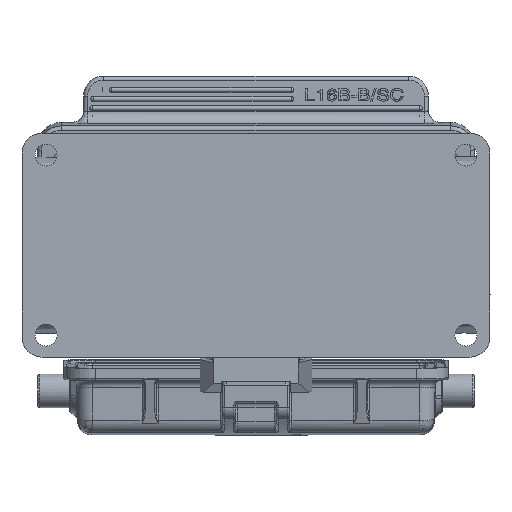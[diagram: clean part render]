
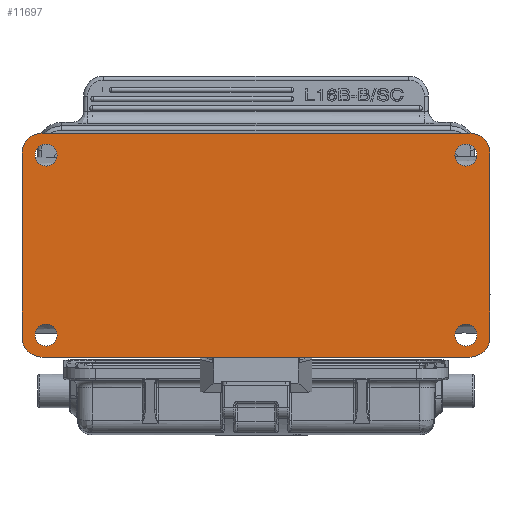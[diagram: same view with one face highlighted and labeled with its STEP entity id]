
A CAD part, front view. The second image highlights one B-rep face of the part: STEP entity #11697.
In plain terms, the highlighted planar face has unit normal (0, -1, 0).
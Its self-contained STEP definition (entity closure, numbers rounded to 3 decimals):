
#11697=ADVANCED_FACE('',(#14074,#14075,#14076,#14077,#14078),#13384,.F.);
#13384=PLANE('',#40546);
#14074=FACE_BOUND('',#14637,.T.);
#14075=FACE_BOUND('',#14638,.T.);
#14076=FACE_BOUND('',#14639,.T.);
#14077=FACE_BOUND('',#14640,.T.);
#14078=FACE_BOUND('',#14641,.T.);
#14637=EDGE_LOOP('',(#22231,#22232,#22233,#22234,#22235,#22236,#22237,#22238));
#14638=EDGE_LOOP('',(#22239,#22240));
#14639=EDGE_LOOP('',(#22241,#22242));
#14640=EDGE_LOOP('',(#22243,#22244));
#14641=EDGE_LOOP('',(#22245,#22246));
#16570=LINE('',#54311,#18447);
#16740=LINE('',#57484,#18617);
#16752=LINE('',#57565,#18629);
#16778=LINE('',#59467,#18655);
#18447=VECTOR('',#43712,1.);
#18617=VECTOR('',#44330,1.);
#18629=VECTOR('',#44362,1.);
#18655=VECTOR('',#44566,1.);
#22231=ORIENTED_EDGE('',*,*,#34783,.F.);
#22232=ORIENTED_EDGE('',*,*,#34787,.F.);
#22233=ORIENTED_EDGE('',*,*,#34913,.F.);
#22234=ORIENTED_EDGE('',*,*,#34380,.F.);
#22235=ORIENTED_EDGE('',*,*,#34908,.F.);
#22236=ORIENTED_EDGE('',*,*,#34910,.T.);
#22237=ORIENTED_EDGE('',*,*,#34912,.F.);
#22238=ORIENTED_EDGE('',*,*,#34764,.F.);
#22239=ORIENTED_EDGE('',*,*,#34914,.F.);
#22240=ORIENTED_EDGE('',*,*,#34915,.F.);
#22241=ORIENTED_EDGE('',*,*,#34916,.F.);
#22242=ORIENTED_EDGE('',*,*,#34917,.F.);
#22243=ORIENTED_EDGE('',*,*,#34918,.F.);
#22244=ORIENTED_EDGE('',*,*,#34919,.F.);
#22245=ORIENTED_EDGE('',*,*,#34920,.F.);
#22246=ORIENTED_EDGE('',*,*,#34921,.F.);
#30877=VERTEX_POINT('',#54310);
#30878=VERTEX_POINT('',#54312);
#31126=VERTEX_POINT('',#57485);
#31127=VERTEX_POINT('',#57486);
#31144=VERTEX_POINT('',#57557);
#31147=VERTEX_POINT('',#57564);
#31209=VERTEX_POINT('',#59464);
#31210=VERTEX_POINT('',#59468);
#31211=VERTEX_POINT('',#59475);
#31212=VERTEX_POINT('',#59476);
#31213=VERTEX_POINT('',#59479);
#31214=VERTEX_POINT('',#59480);
#31215=VERTEX_POINT('',#59483);
#31216=VERTEX_POINT('',#59484);
#31217=VERTEX_POINT('',#59487);
#31218=VERTEX_POINT('',#59488);
#34380=EDGE_CURVE('',#30877,#30878,#16570,.T.);
#34764=EDGE_CURVE('',#31126,#31127,#16740,.T.);
#34783=EDGE_CURVE('',#31144,#31126,#39043,.T.);
#34787=EDGE_CURVE('',#31147,#31144,#16752,.T.);
#34908=EDGE_CURVE('',#31209,#30877,#39082,.T.);
#34910=EDGE_CURVE('',#31209,#31210,#16778,.T.);
#34912=EDGE_CURVE('',#31127,#31210,#39083,.T.);
#34913=EDGE_CURVE('',#30878,#31147,#39084,.T.);
#34914=EDGE_CURVE('',#31211,#31212,#39085,.T.);
#34915=EDGE_CURVE('',#31212,#31211,#39086,.T.);
#34916=EDGE_CURVE('',#31213,#31214,#39087,.T.);
#34917=EDGE_CURVE('',#31214,#31213,#39088,.T.);
#34918=EDGE_CURVE('',#31215,#31216,#39089,.T.);
#34919=EDGE_CURVE('',#31216,#31215,#39090,.T.);
#34920=EDGE_CURVE('',#31217,#31218,#39091,.T.);
#34921=EDGE_CURVE('',#31218,#31217,#39092,.T.);
#39043=CIRCLE('',#40442,5.);
#39082=CIRCLE('',#40532,5.);
#39083=CIRCLE('',#40535,5.);
#39084=CIRCLE('',#40537,5.);
#39085=CIRCLE('',#40538,2.75);
#39086=CIRCLE('',#40539,2.75);
#39087=CIRCLE('',#40540,2.75);
#39088=CIRCLE('',#40541,2.75);
#39089=CIRCLE('',#40542,2.75);
#39090=CIRCLE('',#40543,2.75);
#39091=CIRCLE('',#40544,2.75);
#39092=CIRCLE('',#40545,2.75);
#40442=AXIS2_PLACEMENT_3D('',#57556,#44354,#44355);
#40532=AXIS2_PLACEMENT_3D('',#59463,#44561,#44562);
#40535=AXIS2_PLACEMENT_3D('',#59471,#44570,#44571);
#40537=AXIS2_PLACEMENT_3D('',#59473,#44574,#44575);
#40538=AXIS2_PLACEMENT_3D('',#59474,#44576,#44577);
#40539=AXIS2_PLACEMENT_3D('',#59477,#44578,#44579);
#40540=AXIS2_PLACEMENT_3D('',#59478,#44580,#44581);
#40541=AXIS2_PLACEMENT_3D('',#59481,#44582,#44583);
#40542=AXIS2_PLACEMENT_3D('',#59482,#44584,#44585);
#40543=AXIS2_PLACEMENT_3D('',#59485,#44586,#44587);
#40544=AXIS2_PLACEMENT_3D('',#59486,#44588,#44589);
#40545=AXIS2_PLACEMENT_3D('',#59489,#44590,#44591);
#40546=AXIS2_PLACEMENT_3D('',#59490,#44592,#44593);
#43712=DIRECTION('',(0.,0.,1.));
#44330=DIRECTION('',(0.,0.,-1.));
#44354=DIRECTION('',(0.,1.,0.));
#44355=DIRECTION('',(0.,0.,1.));
#44362=DIRECTION('',(1.,0.,0.));
#44561=DIRECTION('',(0.,1.,0.));
#44562=DIRECTION('',(0.,0.,-1.));
#44566=DIRECTION('',(1.,0.,0.));
#44570=DIRECTION('',(0.,1.,0.));
#44571=DIRECTION('',(1.,0.,0.));
#44574=DIRECTION('',(0.,1.,0.));
#44575=DIRECTION('',(-1.,0.,0.));
#44576=DIRECTION('',(0.,-1.,0.));
#44577=DIRECTION('',(0.,0.,-1.));
#44578=DIRECTION('',(0.,-1.,0.));
#44579=DIRECTION('',(0.,0.,1.));
#44580=DIRECTION('',(0.,-1.,0.));
#44581=DIRECTION('',(0.,0.,-1.));
#44582=DIRECTION('',(0.,-1.,0.));
#44583=DIRECTION('',(0.,0.,1.));
#44584=DIRECTION('',(0.,-1.,0.));
#44585=DIRECTION('',(0.,0.,-1.));
#44586=DIRECTION('',(0.,-1.,0.));
#44587=DIRECTION('',(0.,0.,1.));
#44588=DIRECTION('',(0.,-1.,0.));
#44589=DIRECTION('',(0.,0.,-1.));
#44590=DIRECTION('',(0.,-1.,0.));
#44591=DIRECTION('',(0.,0.,1.));
#44592=DIRECTION('',(0.,1.,0.));
#44593=DIRECTION('',(0.,0.,1.));
#54310=CARTESIAN_POINT('',(1.,0.,-51.));
#54311=CARTESIAN_POINT('',(1.,0.,-51.));
#54312=CARTESIAN_POINT('',(1.,0.,-5.));
#57484=CARTESIAN_POINT('',(118.,0.,-5.));
#57485=CARTESIAN_POINT('',(118.,0.,-5.));
#57486=CARTESIAN_POINT('',(118.,0.,-51.));
#57556=CARTESIAN_POINT('',(113.,0.,-5.));
#57557=CARTESIAN_POINT('',(113.,0.,0.));
#57564=CARTESIAN_POINT('',(6.,0.,0.));
#57565=CARTESIAN_POINT('',(6.,0.,0.));
#59463=CARTESIAN_POINT('',(6.,0.,-51.));
#59464=CARTESIAN_POINT('',(6.,0.,-56.));
#59467=CARTESIAN_POINT('',(6.,0.,-56.));
#59468=CARTESIAN_POINT('',(113.,0.,-56.));
#59471=CARTESIAN_POINT('',(113.,0.,-51.));
#59473=CARTESIAN_POINT('',(6.,0.,-5.));
#59474=CARTESIAN_POINT('',(7.,0.,-5.5));
#59475=CARTESIAN_POINT('',(7.,0.,-8.25));
#59476=CARTESIAN_POINT('',(7.,0.,-2.75));
#59477=CARTESIAN_POINT('',(7.,0.,-5.5));
#59478=CARTESIAN_POINT('',(7.,0.,-50.5));
#59479=CARTESIAN_POINT('',(7.,0.,-53.25));
#59480=CARTESIAN_POINT('',(7.,0.,-47.75));
#59481=CARTESIAN_POINT('',(7.,0.,-50.5));
#59482=CARTESIAN_POINT('',(112.,0.,-50.5));
#59483=CARTESIAN_POINT('',(112.,0.,-53.25));
#59484=CARTESIAN_POINT('',(112.,0.,-47.75));
#59485=CARTESIAN_POINT('',(112.,0.,-50.5));
#59486=CARTESIAN_POINT('',(112.,0.,-5.5));
#59487=CARTESIAN_POINT('',(112.,0.,-8.25));
#59488=CARTESIAN_POINT('',(112.,0.,-2.75));
#59489=CARTESIAN_POINT('',(112.,0.,-5.5));
#59490=CARTESIAN_POINT('',(59.5,0.,-28.));
